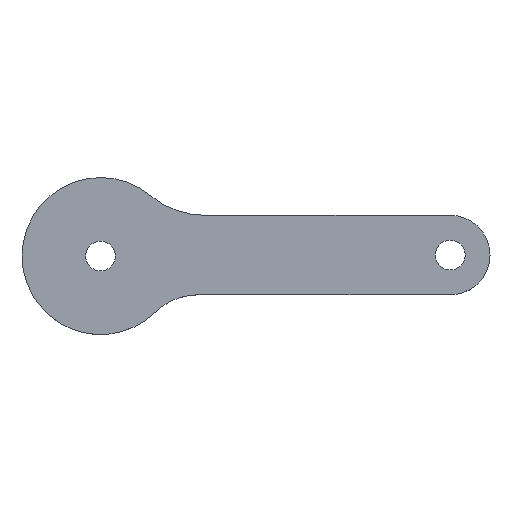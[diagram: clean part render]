
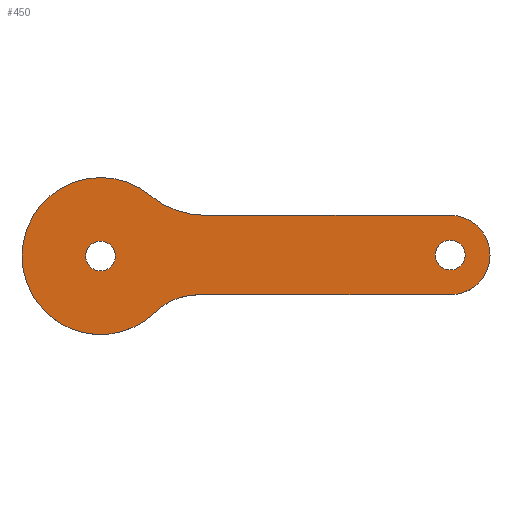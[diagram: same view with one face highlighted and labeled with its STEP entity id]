
A CAD part, top view. The second image highlights one B-rep face of the part: STEP entity #450.
In plain terms, the highlighted planar face has unit normal (0, 0, 1).
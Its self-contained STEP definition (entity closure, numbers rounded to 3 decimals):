
#1 = DIRECTION ( 'NONE',  ( 0., 0., 1. ) ) ;
#2 = EDGE_CURVE ( 'NONE', #76, #85, #30, .T. ) ;
#4 = DIRECTION ( 'NONE',  ( 0., 0., 1. ) ) ;
#7 = DIRECTION ( 'NONE',  ( -1., 0., 0. ) ) ;
#9 = DIRECTION ( 'NONE',  ( 0., 0., 1. ) ) ;
#11 = AXIS2_PLACEMENT_3D ( 'NONE', #126, #280, #100 ) ;
#13 = EDGE_CURVE ( 'NONE', #73, #116, #29, .T. ) ;
#17 = CARTESIAN_POINT ( 'NONE',  ( 9.774, -3.903, 3. ) ) ;
#22 = AXIS2_PLACEMENT_3D ( 'NONE', #133, #175, #360 ) ;
#25 = CARTESIAN_POINT ( 'NONE',  ( 36.699, 0.097, 3. ) ) ;
#29 = CIRCLE ( 'NONE', #477, 6.049 ) ;
#30 = CIRCLE ( 'NONE', #92, 4. ) ;
#31 = CIRCLE ( 'NONE', #22, 1.5 ) ;
#37 = EDGE_LOOP ( 'NONE', ( #429, #83 ) ) ;
#38 = CIRCLE ( 'NONE', #322, 8.463 ) ;
#47 = DIRECTION ( 'NONE',  ( 1., 0., 0. ) ) ;
#51 = DIRECTION ( 'NONE',  ( 0., 0., 1. ) ) ;
#56 = DIRECTION ( 'NONE',  ( -1., 0., 0. ) ) ;
#58 = EDGE_CURVE ( 'NONE', #123, #307, #112, .T. ) ;
#60 = DIRECTION ( 'NONE',  ( 0., 0., -1. ) ) ;
#73 = VERTEX_POINT ( 'NONE', #288 ) ;
#76 = VERTEX_POINT ( 'NONE', #262 ) ;
#78 = CARTESIAN_POINT ( 'NONE',  ( -7.9, 0., 3. ) ) ;
#79 = ORIENTED_EDGE ( 'NONE', *, *, #434, .T. ) ;
#80 = CARTESIAN_POINT ( 'NONE',  ( 10.488, 4.097, 3. ) ) ;
#83 = ORIENTED_EDGE ( 'NONE', *, *, #58, .F. ) ;
#85 = VERTEX_POINT ( 'NONE', #476 ) ;
#87 = CARTESIAN_POINT ( 'NONE',  ( 9.774, -3.903, 3. ) ) ;
#92 = AXIS2_PLACEMENT_3D ( 'NONE', #473, #51, #206 ) ;
#100 = DIRECTION ( 'NONE',  ( 1., 0., 0. ) ) ;
#107 = AXIS2_PLACEMENT_3D ( 'NONE', #480, #170, #254 ) ;
#112 = CIRCLE ( 'NONE', #107, 1.5 ) ;
#116 = VERTEX_POINT ( 'NONE', #17 ) ;
#123 = VERTEX_POINT ( 'NONE', #25 ) ;
#126 = CARTESIAN_POINT ( 'NONE',  ( 10.488, 12.56, 3. ) ) ;
#133 = CARTESIAN_POINT ( 'NONE',  ( 35.199, 0.097, 3. ) ) ;
#137 = CARTESIAN_POINT ( 'NONE',  ( 10.488, 12.56, 3. ) ) ;
#150 = CARTESIAN_POINT ( 'NONE',  ( 5.064, 6.064, 3. ) ) ;
#152 = VERTEX_POINT ( 'NONE', #150 ) ;
#159 = CARTESIAN_POINT ( 'NONE',  ( 1.5, 0., 3. ) ) ;
#164 = FACE_BOUND ( 'NONE', #37, .T. ) ;
#170 = DIRECTION ( 'NONE',  ( 0., 0., 1. ) ) ;
#175 = DIRECTION ( 'NONE',  ( 0., 0., 1. ) ) ;
#179 = AXIS2_PLACEMENT_3D ( 'NONE', #305, #4, #389 ) ;
#180 = EDGE_CURVE ( 'NONE', #152, #242, #291, .T. ) ;
#185 = CARTESIAN_POINT ( 'NONE',  ( 0., 0., 3. ) ) ;
#186 = ORIENTED_EDGE ( 'NONE', *, *, #13, .T. ) ;
#195 = CARTESIAN_POINT ( 'NONE',  ( 0., 0., 3. ) ) ;
#197 = ORIENTED_EDGE ( 'NONE', *, *, #273, .T. ) ;
#198 = CARTESIAN_POINT ( 'NONE',  ( 33.699, 0.097, 3. ) ) ;
#206 = DIRECTION ( 'NONE',  ( -1., 0., 0. ) ) ;
#219 = VERTEX_POINT ( 'NONE', #80 ) ;
#221 = AXIS2_PLACEMENT_3D ( 'NONE', #185, #237, #349 ) ;
#227 = CARTESIAN_POINT ( 'NONE',  ( -1.5, 0., 3. ) ) ;
#229 = EDGE_CURVE ( 'NONE', #316, #267, #352, .T. ) ;
#234 = LINE ( 'NONE', #310, #313 ) ;
#237 = DIRECTION ( 'NONE',  ( 0., 0., 1. ) ) ;
#242 = VERTEX_POINT ( 'NONE', #78 ) ;
#244 = LINE ( 'NONE', #87, #328 ) ;
#250 = EDGE_CURVE ( 'NONE', #85, #219, #234, .T. ) ;
#254 = DIRECTION ( 'NONE',  ( 1., 0., 0. ) ) ;
#262 = CARTESIAN_POINT ( 'NONE',  ( 35.199, -3.903, 3. ) ) ;
#267 = VERTEX_POINT ( 'NONE', #159 ) ;
#273 = EDGE_CURVE ( 'NONE', #242, #73, #378, .T. ) ;
#275 = ORIENTED_EDGE ( 'NONE', *, *, #2, .T. ) ;
#279 = ORIENTED_EDGE ( 'NONE', *, *, #361, .T. ) ;
#280 = DIRECTION ( 'NONE',  ( 0., 0., 1. ) ) ;
#283 = FACE_OUTER_BOUND ( 'NONE', #491, .T. ) ;
#288 = CARTESIAN_POINT ( 'NONE',  ( 5.536, -5.636, 3. ) ) ;
#291 = CIRCLE ( 'NONE', #486, 7.9 ) ;
#305 = CARTESIAN_POINT ( 'NONE',  ( 0., 0., 3. ) ) ;
#307 = VERTEX_POINT ( 'NONE', #198 ) ;
#310 = CARTESIAN_POINT ( 'NONE',  ( 10.488, 4.097, 3. ) ) ;
#313 = VECTOR ( 'NONE', #7, 1000. ) ;
#314 = ORIENTED_EDGE ( 'NONE', *, *, #180, .T. ) ;
#316 = VERTEX_POINT ( 'NONE', #227 ) ;
#318 = FACE_BOUND ( 'NONE', #342, .T. ) ;
#321 = CARTESIAN_POINT ( 'NONE',  ( 0., 0., 3. ) ) ;
#322 = AXIS2_PLACEMENT_3D ( 'NONE', #137, #60, #355 ) ;
#328 = VECTOR ( 'NONE', #394, 1000. ) ;
#342 = EDGE_LOOP ( 'NONE', ( #350, #435 ) ) ;
#349 = DIRECTION ( 'NONE',  ( 1., 0., 0. ) ) ;
#350 = ORIENTED_EDGE ( 'NONE', *, *, #229, .F. ) ;
#352 = CIRCLE ( 'NONE', #221, 1.5 ) ;
#355 = DIRECTION ( 'NONE',  ( 1., 0., 0. ) ) ;
#359 = DIRECTION ( 'NONE',  ( 0., 0., -1. ) ) ;
#360 = DIRECTION ( 'NONE',  ( 1., 0., 0. ) ) ;
#361 = EDGE_CURVE ( 'NONE', #219, #152, #38, .T. ) ;
#378 = CIRCLE ( 'NONE', #179, 7.9 ) ;
#386 = EDGE_CURVE ( 'NONE', #307, #123, #31, .T. ) ;
#389 = DIRECTION ( 'NONE',  ( 1., 0., 0. ) ) ;
#394 = DIRECTION ( 'NONE',  ( 1., 0., 0. ) ) ;
#428 = DIRECTION ( 'NONE',  ( 1., 0., 0. ) ) ;
#429 = ORIENTED_EDGE ( 'NONE', *, *, #386, .F. ) ;
#434 = EDGE_CURVE ( 'NONE', #116, #76, #244, .T. ) ;
#435 = ORIENTED_EDGE ( 'NONE', *, *, #438, .F. ) ;
#438 = EDGE_CURVE ( 'NONE', #267, #316, #488, .T. ) ;
#450 = ADVANCED_FACE ( 'NONE', ( #164, #283, #318 ), #472, .T. ) ;
#467 = ORIENTED_EDGE ( 'NONE', *, *, #250, .T. ) ;
#471 = AXIS2_PLACEMENT_3D ( 'NONE', #321, #9, #47 ) ;
#472 = PLANE ( 'NONE',  #11 ) ;
#473 = CARTESIAN_POINT ( 'NONE',  ( 35.199, 0.097, 3. ) ) ;
#476 = CARTESIAN_POINT ( 'NONE',  ( 35.199, 4.097, 3. ) ) ;
#477 = AXIS2_PLACEMENT_3D ( 'NONE', #483, #359, #56 ) ;
#480 = CARTESIAN_POINT ( 'NONE',  ( 35.199, 0.097, 3. ) ) ;
#483 = CARTESIAN_POINT ( 'NONE',  ( 9.774, -9.952, 3. ) ) ;
#486 = AXIS2_PLACEMENT_3D ( 'NONE', #195, #1, #428 ) ;
#488 = CIRCLE ( 'NONE', #471, 1.5 ) ;
#491 = EDGE_LOOP ( 'NONE', ( #279, #314, #197, #186, #79, #275, #467 ) ) ;
